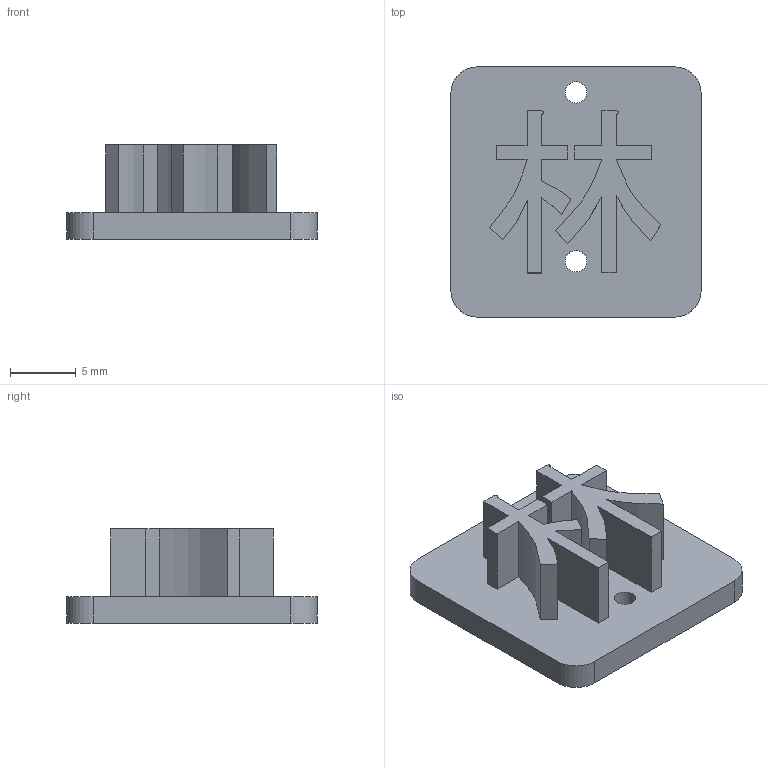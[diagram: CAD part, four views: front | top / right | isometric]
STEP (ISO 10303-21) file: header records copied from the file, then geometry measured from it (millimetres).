
FILE_DESCRIPTION(/* description */ (''),/* implementation_level */ '2;1');
FILE_NAME(/* name */ 'badge.step',/* time_stamp */ '2022-08-30T09:56:00+08:00',/* author */ (''),/* organization */ (''),/* preprocessor_version */ 'ST-DEVELOPER v19',/* originating_system */ 'Autodesk Translation Framework v11.7.0.108',/* authorisation */ '');
FILE_SCHEMA (('AUTOMOTIVE_DESIGN { 1 0 10303 214 3 1 1 }'));
Length unit declared in the file: millimetre
Products named in the file (1): lin top-right-blocker
Bounding box: 19 x 19 x 7.15 mm (x, y, z)
Volume: 1003.8 mm3; surface area: 1403.2 mm2
Topology: 1 solids, 1 shells, 53 faces, 147 edges, 98 vertices
Faces by surface type: plane 37, bspline 10, cylinder 6
Full cylindrical faces by diameter (mm): 1.623 x2
Entity records: 1874 total; most frequent: CARTESIAN_POINT 508, ORIENTED_EDGE 294, DIRECTION 227, EDGE_CURVE 147, LINE 115, VECTOR 115, VERTEX_POINT 98, EDGE_LOOP 59
